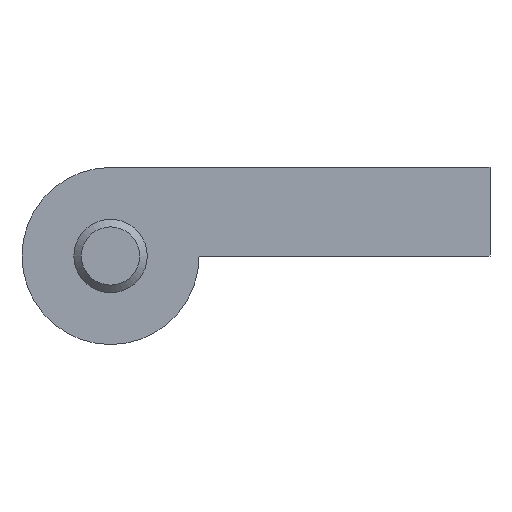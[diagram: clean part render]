
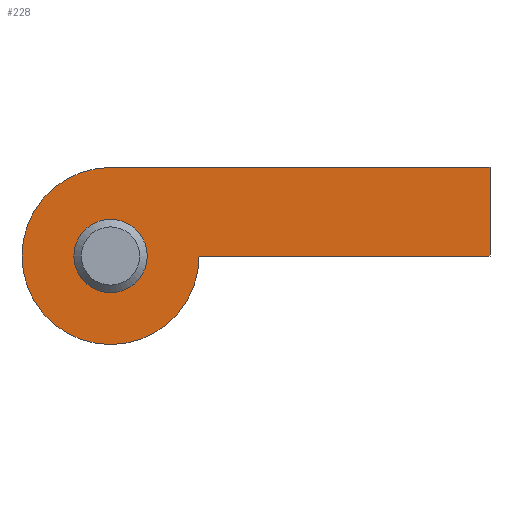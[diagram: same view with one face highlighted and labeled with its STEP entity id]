
A CAD part, front view. The second image highlights one B-rep face of the part: STEP entity #228.
In plain terms, the highlighted planar face has unit normal (0, -1, 0).
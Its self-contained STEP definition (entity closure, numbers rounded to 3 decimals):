
#20=FACE_BOUND('',#66,.T.);
#27=PLANE('',#268);
#46=FACE_OUTER_BOUND('',#65,.T.);
#65=EDGE_LOOP('',(#208,#209,#210,#211));
#66=EDGE_LOOP('',(#212));
#73=LINE('',#377,#89);
#77=LINE('',#385,#93);
#80=LINE('',#391,#96);
#89=VECTOR('',#315,10.);
#93=VECTOR('',#321,10.);
#96=VECTOR('',#326,10.);
#101=CIRCLE('',#247,1.45);
#109=CIRCLE('',#265,3.5);
#113=VERTEX_POINT('',#347);
#121=VERTEX_POINT('',#375);
#122=VERTEX_POINT('',#376);
#125=VERTEX_POINT('',#384);
#127=VERTEX_POINT('',#390);
#133=EDGE_CURVE('',#113,#113,#101,.T.);
#145=EDGE_CURVE('',#121,#122,#73,.T.);
#149=EDGE_CURVE('',#122,#125,#77,.T.);
#152=EDGE_CURVE('',#125,#127,#80,.T.);
#155=EDGE_CURVE('',#121,#127,#109,.T.);
#208=ORIENTED_EDGE('',*,*,#155,.F.);
#209=ORIENTED_EDGE('',*,*,#145,.T.);
#210=ORIENTED_EDGE('',*,*,#149,.T.);
#211=ORIENTED_EDGE('',*,*,#152,.T.);
#212=ORIENTED_EDGE('',*,*,#133,.T.);
#228=ADVANCED_FACE('',(#46,#20),#27,.F.);
#247=AXIS2_PLACEMENT_3D('',#349,#281,#282);
#265=AXIS2_PLACEMENT_3D('',#396,#331,#332);
#268=AXIS2_PLACEMENT_3D('',#399,#337,#338);
#281=DIRECTION('center_axis',(0.,1.,0.));
#282=DIRECTION('ref_axis',(1.,0.,0.));
#315=DIRECTION('',(1.,0.,0.));
#321=DIRECTION('',(0.,0.,1.));
#326=DIRECTION('',(-1.,0.,0.));
#331=DIRECTION('center_axis',(0.,1.,0.));
#332=DIRECTION('ref_axis',(1.,0.,0.));
#337=DIRECTION('center_axis',(0.,1.,0.));
#338=DIRECTION('ref_axis',(1.,0.,0.));
#347=CARTESIAN_POINT('',(-1.45,0.,0.));
#349=CARTESIAN_POINT('Origin',(0.,0.,0.));
#375=CARTESIAN_POINT('',(3.5,0.,0.));
#376=CARTESIAN_POINT('',(15.,0.,0.));
#377=CARTESIAN_POINT('',(0.,0.,0.));
#384=CARTESIAN_POINT('',(15.,0.,3.5));
#385=CARTESIAN_POINT('',(15.,0.,0.));
#390=CARTESIAN_POINT('',(0.,0.,3.5));
#391=CARTESIAN_POINT('',(15.,0.,3.5));
#396=CARTESIAN_POINT('Origin',(0.,0.,0.));
#399=CARTESIAN_POINT('Origin',(5.75,0.,0.));
